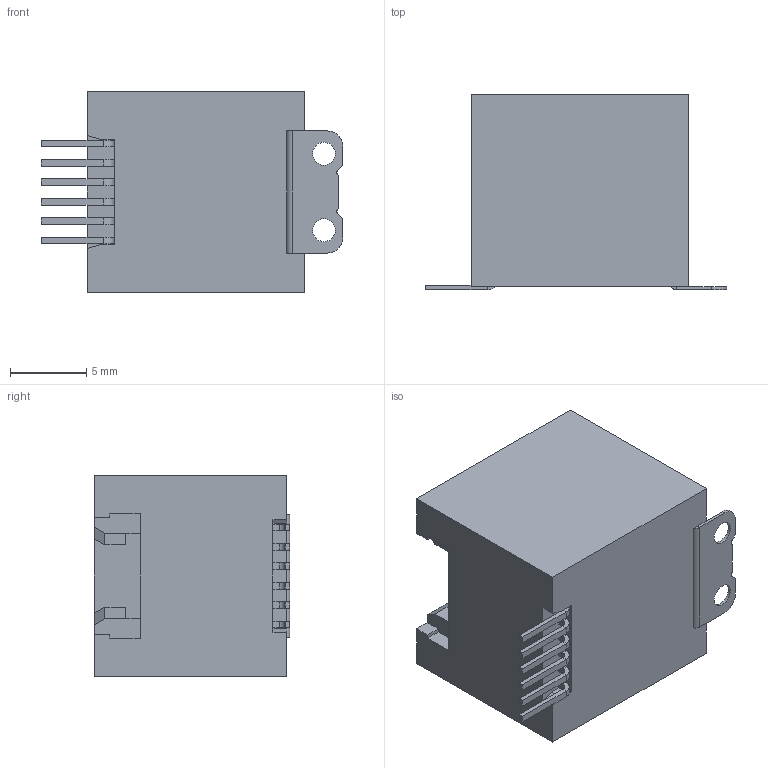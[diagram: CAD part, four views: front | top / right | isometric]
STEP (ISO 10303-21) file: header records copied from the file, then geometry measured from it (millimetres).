
FILE_DESCRIPTION(('FreeCAD Model'),'2;1');
FILE_NAME('Open CASCADE Shape Model','2022-05-21T16:20:57',('Author'),( ''),'Open CASCADE STEP processor 7.5','FreeCAD','Unknown');
FILE_SCHEMA(('AUTOMOTIVE_DESIGN { 1 0 10303 214 1 1 1 1 }'));
Length unit declared in the file: millimetre
Products named in the file (1): M-RJE23-166-0X13-T-REVT1
Bounding box: 19.72 x 12.8 x 13.21 mm (x, y, z)
Volume: 1372.2 mm3; surface area: 1639.9 mm2
Topology: 1 solids, 1 shells, 340 faces, 896 edges, 576 vertices
Faces by surface type: plane 255, bspline 50, cylinder 35
Entity records: 28425 total; most frequent: CARTESIAN_POINT 8771, DIRECTION 2904, LINE 2224, VECTOR 2224, ORIENTED_EDGE 1792, PCURVE 1792, DEFINITIONAL_REPRESENTATION 1792, EDGE_CURVE 896
